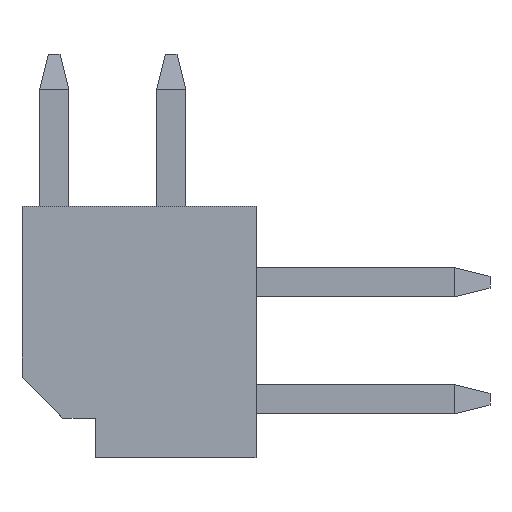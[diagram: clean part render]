
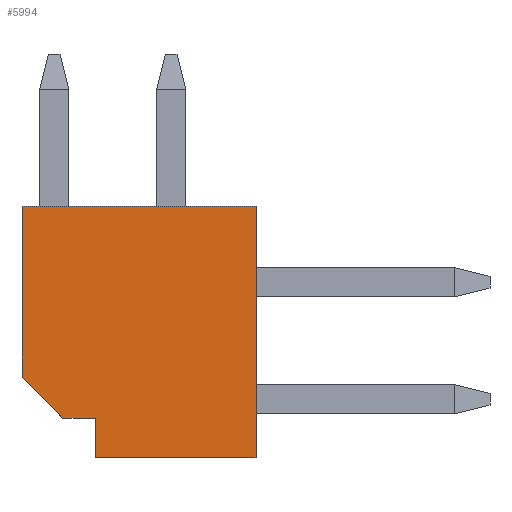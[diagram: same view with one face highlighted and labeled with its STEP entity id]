
A CAD part, left-side view. The second image highlights one B-rep face of the part: STEP entity #5994.
In plain terms, the highlighted planar face has unit normal (-1, 0, 0).
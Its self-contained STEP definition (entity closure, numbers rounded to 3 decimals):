
#5=DIRECTION('',(0.,-1.,0.));
#6=VECTOR('',#5,2.75);
#7=CARTESIAN_POINT('',(-8.,0.75,-2.15));
#8=LINE('',#7,#6);
#537=DIRECTION('',(0.,-1.,0.));
#538=VECTOR('',#537,4.);
#539=CARTESIAN_POINT('',(-8.,2.,2.15));
#540=LINE('',#539,#538);
#1099=DIRECTION('',(0.,0.,1.));
#1100=VECTOR('',#1099,4.3);
#1101=CARTESIAN_POINT('',(-8.,-2.,-2.15));
#1102=LINE('',#1101,#1100);
#1359=DIRECTION('',(0.,-0.707,-0.707));
#1360=VECTOR('',#1359,0.99);
#1361=CARTESIAN_POINT('',(-8.,2.,-0.77));
#1362=LINE('',#1361,#1360);
#1363=DIRECTION('',(0.,0.,1.));
#1364=VECTOR('',#1363,2.92);
#1365=CARTESIAN_POINT('',(-8.,2.,-0.77));
#1366=LINE('',#1365,#1364);
#1367=DIRECTION('',(0.,0.,1.));
#1368=VECTOR('',#1367,0.68);
#1369=CARTESIAN_POINT('',(-8.,0.75,-2.15));
#1370=LINE('',#1369,#1368);
#1371=DIRECTION('',(0.,-1.,0.));
#1372=VECTOR('',#1371,0.55);
#1373=CARTESIAN_POINT('',(-8.,1.3,-1.47));
#1374=LINE('',#1373,#1372);
#3461=CARTESIAN_POINT('',(-8.,-2.,-2.15));
#3463=VERTEX_POINT('',#3461);
#3465=CARTESIAN_POINT('',(-8.,2.,2.15));
#3466=CARTESIAN_POINT('',(-8.,-2.,2.15));
#3467=VERTEX_POINT('',#3465);
#3468=VERTEX_POINT('',#3466);
#3473=CARTESIAN_POINT('',(-8.,0.75,-2.15));
#3475=VERTEX_POINT('',#3473);
#3477=CARTESIAN_POINT('',(-8.,2.,-0.77));
#3478=CARTESIAN_POINT('',(-8.,1.3,-1.47));
#3479=VERTEX_POINT('',#3477);
#3480=VERTEX_POINT('',#3478);
#3481=CARTESIAN_POINT('',(-8.,0.75,-1.47));
#3482=VERTEX_POINT('',#3481);
#5979=CARTESIAN_POINT('',(-8.,2.,-2.15));
#5980=DIRECTION('',(-1.,0.,0.));
#5981=DIRECTION('',(0.,-1.,0.));
#5982=AXIS2_PLACEMENT_3D('',#5979,#5980,#5981);
#5983=PLANE('',#5982);
#5984=ORIENTED_EDGE('',*,*,#4732,.F.);
#5986=ORIENTED_EDGE('',*,*,#5985,.T.);
#5987=ORIENTED_EDGE('',*,*,#4879,.T.);
#5988=ORIENTED_EDGE('',*,*,#5821,.F.);
#5989=ORIENTED_EDGE('',*,*,#4520,.F.);
#5990=ORIENTED_EDGE('',*,*,#4539,.T.);
#5991=ORIENTED_EDGE('',*,*,#5340,.F.);
#5992=EDGE_LOOP('',(#5984,#5986,#5987,#5988,#5989,#5990,#5991));
#5993=FACE_OUTER_BOUND('',#5992,.F.);
#5994=ADVANCED_FACE('',(#5993),#5983,.T.);
#4520=EDGE_CURVE('',#3475,#3463,#8,.T.);
#4539=EDGE_CURVE('',#3475,#3482,#1370,.T.);
#4732=EDGE_CURVE('',#3479,#3480,#1362,.T.);
#4879=EDGE_CURVE('',#3467,#3468,#540,.T.);
#5340=EDGE_CURVE('',#3480,#3482,#1374,.T.);
#5821=EDGE_CURVE('',#3463,#3468,#1102,.T.);
#5985=EDGE_CURVE('',#3479,#3467,#1366,.T.);
